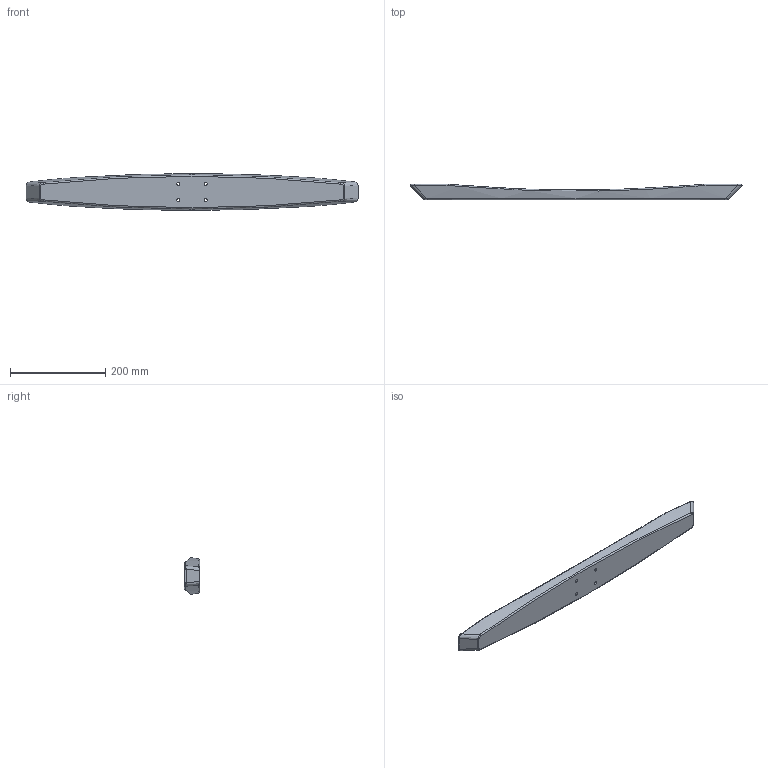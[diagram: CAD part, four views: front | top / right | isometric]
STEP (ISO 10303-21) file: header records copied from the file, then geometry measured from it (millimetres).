
FILE_DESCRIPTION((''),'2;1');
FILE_NAME('72DJ','2020-02-27T09:34:07',('Administrator'),('捷昌驱动'),'CREO PARAMETRIC BY PTC INC, 2018500','CREO PARAMETRIC BY PTC INC, 2018500','');
FILE_SCHEMA(('CONFIG_CONTROL_DESIGN'));
Length unit declared in the file: millimetre
Products named in the file (1): 72DJ
Bounding box: 698.34 x 32 x 77 mm (x, y, z)
Volume: 388174.5 mm3; surface area: 170542.8 mm2
Topology: 1 solids, 1 shells, 184 faces, 508 edges, 320 vertices
Faces by surface type: cylinder 101, plane 47, bspline 18, sphere 8, torus 6, cone 4
Entity records: 7058 total; most frequent: CARTESIAN_POINT 2652, ORIENTED_EDGE 1000, DIRECTION 806, EDGE_CURVE 500, VERTEX_POINT 320, AXIS2_PLACEMENT_3D 310, EDGE_LOOP 194, VECTOR 186
